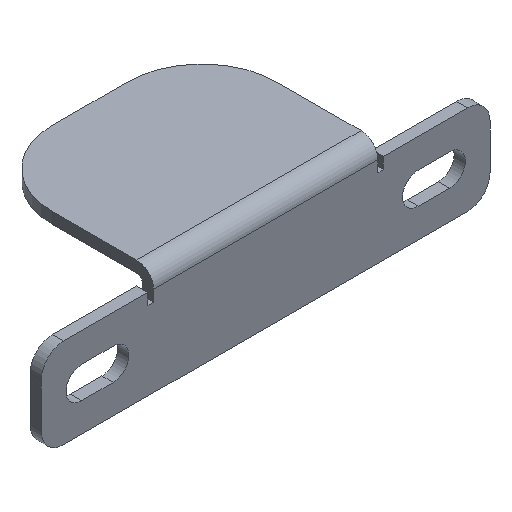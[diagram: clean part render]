
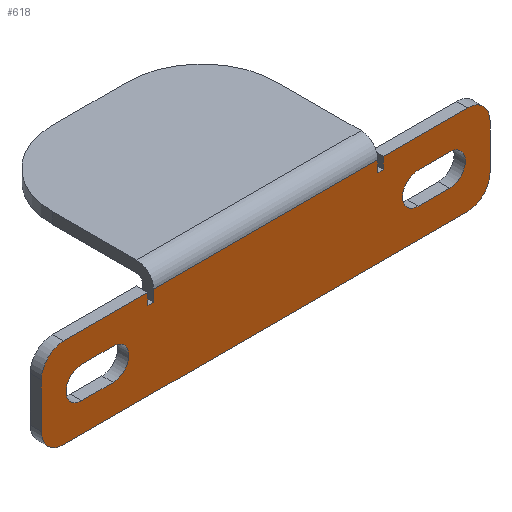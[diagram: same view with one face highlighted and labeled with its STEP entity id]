
A CAD part, isometric view. The second image highlights one B-rep face of the part: STEP entity #618.
In plain terms, the highlighted planar face has unit normal (0, -1, 0).
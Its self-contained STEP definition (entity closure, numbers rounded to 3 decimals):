
#46=PLANE('',#657);
#64=VECTOR('',#716,1.);
#71=VECTOR('',#732,1.);
#73=VECTOR('',#737,1.);
#76=VECTOR('',#741,1.);
#80=VECTOR('',#746,1.);
#83=VECTOR('',#750,1.);
#86=VECTOR('',#754,1.);
#89=VECTOR('',#761,1.);
#90=VECTOR('',#764,1.);
#91=VECTOR('',#767,1.);
#92=VECTOR('',#770,1.);
#93=VECTOR('',#773,1.);
#94=VECTOR('',#776,1.);
#95=VECTOR('',#779,1.);
#126=LINE('',#873,#64);
#133=LINE('',#891,#71);
#135=LINE('',#897,#73);
#138=LINE('',#903,#76);
#142=LINE('',#912,#80);
#145=LINE('',#918,#83);
#148=LINE('',#923,#86);
#151=LINE('',#934,#89);
#152=LINE('',#938,#90);
#153=LINE('',#942,#91);
#154=LINE('',#945,#92);
#155=LINE('',#950,#93);
#156=LINE('',#953,#94);
#157=LINE('',#958,#95);
#189=VERTEX_POINT('',#872);
#190=VERTEX_POINT('',#874);
#196=VERTEX_POINT('',#892);
#198=VERTEX_POINT('',#898);
#200=VERTEX_POINT('',#904);
#203=VERTEX_POINT('',#911);
#204=VERTEX_POINT('',#913);
#206=VERTEX_POINT('',#919);
#208=VERTEX_POINT('',#927);
#209=VERTEX_POINT('',#928);
#211=VERTEX_POINT('',#933);
#212=VERTEX_POINT('',#935);
#213=VERTEX_POINT('',#937);
#214=VERTEX_POINT('',#939);
#215=VERTEX_POINT('',#941);
#216=VERTEX_POINT('',#943);
#217=VERTEX_POINT('',#946);
#218=VERTEX_POINT('',#947);
#219=VERTEX_POINT('',#949);
#220=VERTEX_POINT('',#951);
#221=VERTEX_POINT('',#954);
#222=VERTEX_POINT('',#955);
#223=VERTEX_POINT('',#957);
#224=VERTEX_POINT('',#959);
#245=CIRCLE('',#658,3.);
#246=CIRCLE('',#659,3.);
#247=CIRCLE('',#660,3.);
#248=CIRCLE('',#661,3.);
#249=CIRCLE('',#662,2.1);
#250=CIRCLE('',#663,2.1);
#251=CIRCLE('',#664,2.1);
#252=CIRCLE('',#665,2.1);
#275=EDGE_CURVE('',#190,#189,#126,.T.);
#284=EDGE_CURVE('',#196,#189,#133,.T.);
#287=EDGE_CURVE('',#198,#190,#135,.T.);
#290=EDGE_CURVE('',#200,#198,#138,.T.);
#294=EDGE_CURVE('',#204,#203,#142,.T.);
#297=EDGE_CURVE('',#206,#204,#145,.T.);
#300=EDGE_CURVE('',#196,#206,#148,.T.);
#303=EDGE_CURVE('',#208,#203,#133,.T.);
#304=EDGE_CURVE('',#200,#209,#133,.T.);
#307=EDGE_CURVE('',#211,#208,#245,.T.);
#308=EDGE_CURVE('',#212,#211,#151,.T.);
#309=EDGE_CURVE('',#213,#212,#246,.T.);
#310=EDGE_CURVE('',#214,#213,#152,.T.);
#311=EDGE_CURVE('',#215,#214,#247,.T.);
#312=EDGE_CURVE('',#216,#215,#153,.T.);
#313=EDGE_CURVE('',#209,#216,#248,.T.);
#314=EDGE_CURVE('',#217,#218,#154,.T.);
#315=EDGE_CURVE('',#217,#219,#249,.T.);
#316=EDGE_CURVE('',#220,#219,#155,.T.);
#317=EDGE_CURVE('',#220,#218,#250,.T.);
#318=EDGE_CURVE('',#221,#222,#156,.T.);
#319=EDGE_CURVE('',#221,#223,#251,.T.);
#320=EDGE_CURVE('',#224,#223,#157,.T.);
#321=EDGE_CURVE('',#224,#222,#252,.T.);
#423=ORIENTED_EDGE('',*,*,#290,.T.);
#424=ORIENTED_EDGE('',*,*,#287,.T.);
#425=ORIENTED_EDGE('',*,*,#275,.T.);
#426=ORIENTED_EDGE('',*,*,#284,.F.);
#427=ORIENTED_EDGE('',*,*,#300,.T.);
#428=ORIENTED_EDGE('',*,*,#297,.T.);
#429=ORIENTED_EDGE('',*,*,#294,.T.);
#430=ORIENTED_EDGE('',*,*,#303,.F.);
#431=ORIENTED_EDGE('',*,*,#307,.F.);
#432=ORIENTED_EDGE('',*,*,#308,.F.);
#433=ORIENTED_EDGE('',*,*,#309,.F.);
#434=ORIENTED_EDGE('',*,*,#310,.F.);
#435=ORIENTED_EDGE('',*,*,#311,.F.);
#436=ORIENTED_EDGE('',*,*,#312,.F.);
#437=ORIENTED_EDGE('',*,*,#313,.F.);
#438=ORIENTED_EDGE('',*,*,#304,.F.);
#439=ORIENTED_EDGE('',*,*,#314,.F.);
#440=ORIENTED_EDGE('',*,*,#315,.T.);
#441=ORIENTED_EDGE('',*,*,#316,.F.);
#442=ORIENTED_EDGE('',*,*,#317,.T.);
#443=ORIENTED_EDGE('',*,*,#318,.F.);
#444=ORIENTED_EDGE('',*,*,#319,.T.);
#445=ORIENTED_EDGE('',*,*,#320,.F.);
#446=ORIENTED_EDGE('',*,*,#321,.T.);
#546=EDGE_LOOP('',(#423,#424,#425,#426,#427,#428,#429,#430,#431,#432,#433,
#434,#435,#436,#437,#438));
#547=EDGE_LOOP('',(#439,#440,#441,#442));
#548=EDGE_LOOP('',(#443,#444,#445,#446));
#582=FACE_BOUND('',#546,.T.);
#583=FACE_BOUND('',#547,.T.);
#584=FACE_BOUND('',#548,.T.);
#618=ADVANCED_FACE('',(#582,#583,#584),#46,.F.);
#657=AXIS2_PLACEMENT_3D('',#931,#758,$);
#658=AXIS2_PLACEMENT_3D('',#932,#759,#760);
#659=AXIS2_PLACEMENT_3D('',#936,#762,#763);
#660=AXIS2_PLACEMENT_3D('',#940,#765,#766);
#661=AXIS2_PLACEMENT_3D('',#944,#768,#769);
#662=AXIS2_PLACEMENT_3D('',#948,#771,#772);
#663=AXIS2_PLACEMENT_3D('',#952,#774,#775);
#664=AXIS2_PLACEMENT_3D('',#956,#777,#778);
#665=AXIS2_PLACEMENT_3D('',#960,#780,#781);
#716=DIRECTION('',(0.,0.,1.));
#732=DIRECTION('',(1.,0.,0.));
#737=DIRECTION('',(-1.,0.,0.));
#741=DIRECTION('',(0.,0.,-1.));
#746=DIRECTION('',(0.,0.,1.));
#750=DIRECTION('',(-1.,0.,0.));
#754=DIRECTION('',(0.,0.,-1.));
#758=DIRECTION('',(0.,1.,0.));
#759=DIRECTION('',(0.,1.,0.));
#760=DIRECTION('',(-2.121,0.,2.121));
#761=DIRECTION('',(0.,0.,1.));
#762=DIRECTION('',(0.,1.,0.));
#763=DIRECTION('',(3.,0.,0.));
#764=DIRECTION('',(-1.,0.,0.));
#765=DIRECTION('',(0.,1.,0.));
#766=DIRECTION('',(3.,0.,0.));
#767=DIRECTION('',(0.,0.,-1.));
#768=DIRECTION('',(0.,1.,0.));
#769=DIRECTION('',(2.121,0.,2.121));
#770=DIRECTION('',(1.,0.,0.));
#771=DIRECTION('',(0.,1.,0.));
#772=DIRECTION('',(2.1,0.,0.));
#773=DIRECTION('',(-1.,0.,0.));
#774=DIRECTION('',(0.,1.,0.));
#775=DIRECTION('',(2.1,0.,0.));
#776=DIRECTION('',(1.,0.,0.));
#777=DIRECTION('',(0.,1.,0.));
#778=DIRECTION('',(2.1,0.,0.));
#779=DIRECTION('',(-1.,0.,0.));
#780=DIRECTION('',(0.,1.,0.));
#781=DIRECTION('',(2.1,0.,0.));
#872=CARTESIAN_POINT('',(15.,0.,0.));
#873=CARTESIAN_POINT('',(15.,0.,-3.315));
#874=CARTESIAN_POINT('',(15.,0.,-1.5));
#891=CARTESIAN_POINT('',(-30.,0.,0.));
#892=CARTESIAN_POINT('',(-15.,0.,0.));
#897=CARTESIAN_POINT('',(7.688,0.,-1.5));
#898=CARTESIAN_POINT('',(15.75,0.,-1.5));
#903=CARTESIAN_POINT('',(15.75,0.,-3.315));
#904=CARTESIAN_POINT('',(15.75,0.,0.));
#911=CARTESIAN_POINT('',(-15.75,0.,0.));
#912=CARTESIAN_POINT('',(-15.75,0.,-3.315));
#913=CARTESIAN_POINT('',(-15.75,0.,-1.5));
#918=CARTESIAN_POINT('',(-7.688,0.,-1.5));
#919=CARTESIAN_POINT('',(-15.,0.,-1.5));
#923=CARTESIAN_POINT('',(-15.,0.,-3.315));
#927=CARTESIAN_POINT('',(-27.,0.,0.));
#928=CARTESIAN_POINT('',(27.,0.,0.));
#931=CARTESIAN_POINT('',(0.,0.,-5.879));
#932=CARTESIAN_POINT('',(-27.,0.,-3.));
#933=CARTESIAN_POINT('',(-30.,0.,-3.));
#934=CARTESIAN_POINT('',(-30.,0.,-9.));
#935=CARTESIAN_POINT('',(-30.,0.,-9.));
#936=CARTESIAN_POINT('',(-27.,0.,-9.));
#937=CARTESIAN_POINT('',(-27.,0.,-12.));
#938=CARTESIAN_POINT('',(27.,0.,-12.));
#939=CARTESIAN_POINT('',(27.,0.,-12.));
#940=CARTESIAN_POINT('',(27.,0.,-9.));
#941=CARTESIAN_POINT('',(30.,0.,-9.));
#942=CARTESIAN_POINT('',(30.,0.,0.));
#943=CARTESIAN_POINT('',(30.,0.,-3.));
#944=CARTESIAN_POINT('',(27.,0.,-3.));
#945=CARTESIAN_POINT('',(-24.6,0.,-8.1));
#946=CARTESIAN_POINT('',(-24.6,0.,-8.1));
#947=CARTESIAN_POINT('',(-20.4,0.,-8.1));
#948=CARTESIAN_POINT('',(-24.6,0.,-6.));
#949=CARTESIAN_POINT('',(-24.6,0.,-3.9));
#950=CARTESIAN_POINT('',(-20.4,0.,-3.9));
#951=CARTESIAN_POINT('',(-20.4,0.,-3.9));
#952=CARTESIAN_POINT('',(-20.4,0.,-6.));
#953=CARTESIAN_POINT('',(20.4,0.,-8.1));
#954=CARTESIAN_POINT('',(20.4,0.,-8.1));
#955=CARTESIAN_POINT('',(24.6,0.,-8.1));
#956=CARTESIAN_POINT('',(20.4,0.,-6.));
#957=CARTESIAN_POINT('',(20.4,0.,-3.9));
#958=CARTESIAN_POINT('',(24.6,0.,-3.9));
#959=CARTESIAN_POINT('',(24.6,0.,-3.9));
#960=CARTESIAN_POINT('',(24.6,0.,-6.));
